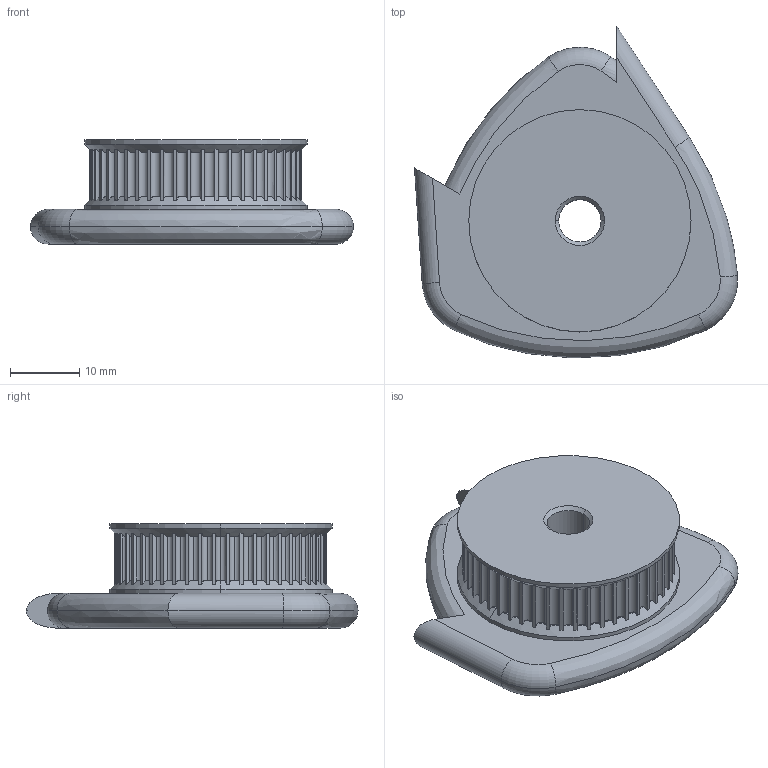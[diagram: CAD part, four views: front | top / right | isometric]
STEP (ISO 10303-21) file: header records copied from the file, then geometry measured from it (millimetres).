
FILE_DESCRIPTION (( 'STEP AP203' ), '1' );
FILE_NAME ('positioningdisk.STEP', '2020-02-07T08:11:35', ( '' ), ( '' ), 'SwSTEP 2.0', 'SolidWorks 2019', '' );
FILE_SCHEMA (( 'CONFIG_CONTROL_DESIGN' ));
Length unit declared in the file: millimetre
Products named in the file (1): positioningdisk
Bounding box: 46.51 x 47.8 x 15 mm (x, y, z)
Volume: 14089.9 mm3; surface area: 5125.4 mm2
Topology: 1 solids, 1 shells, 252 faces, 732 edges, 483 vertices
Faces by surface type: cylinder 129, plane 101, cone 8, bspline 8, torus 6
Entity records: 9355 total; most frequent: CARTESIAN_POINT 2769, ORIENTED_EDGE 1464, DIRECTION 1347, EDGE_CURVE 732, AXIS2_PLACEMENT_3D 602, VERTEX_POINT 483, CIRCLE 357, EDGE_LOOP 255
